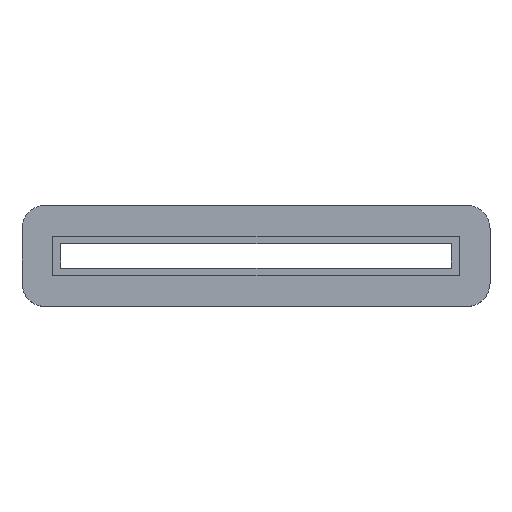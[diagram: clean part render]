
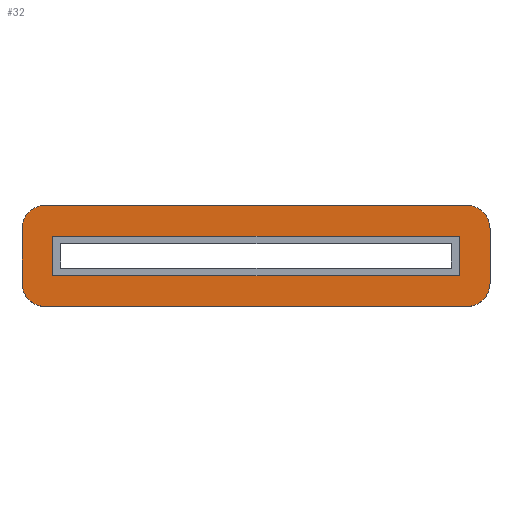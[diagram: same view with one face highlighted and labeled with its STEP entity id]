
A CAD part, top view. The second image highlights one B-rep face of the part: STEP entity #32.
In plain terms, the highlighted planar face has unit normal (0, 0, 1).
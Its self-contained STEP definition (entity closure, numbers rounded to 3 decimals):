
#32=ADVANCED_FACE('',(#100,#66),#330,.T.);
#66=FACE_OUTER_BOUND('',#108,.F.);
#100=FACE_BOUND('',#107,.F.);
#107=EDGE_LOOP('',(#161,#162,#163,#164));
#108=EDGE_LOOP('',(#165,#166,#167,#168,#169,#170,#171,#172));
#161=ORIENTED_EDGE('',*,*,#411,.T.);
#162=ORIENTED_EDGE('',*,*,#414,.T.);
#163=ORIENTED_EDGE('',*,*,#413,.T.);
#164=ORIENTED_EDGE('',*,*,#412,.T.);
#165=ORIENTED_EDGE('',*,*,#419,.F.);
#166=ORIENTED_EDGE('',*,*,#405,.F.);
#167=ORIENTED_EDGE('',*,*,#420,.F.);
#168=ORIENTED_EDGE('',*,*,#395,.F.);
#169=ORIENTED_EDGE('',*,*,#421,.F.);
#170=ORIENTED_EDGE('',*,*,#387,.F.);
#171=ORIENTED_EDGE('',*,*,#422,.F.);
#172=ORIENTED_EDGE('',*,*,#399,.F.);
#330=PLANE('',#729);
#359=CIRCLE('',#704,3.);
#365=CIRCLE('',#710,3.);
#367=CIRCLE('',#712,3.);
#371=CIRCLE('',#716,3.);
#387=EDGE_CURVE('',#666,#665,#359,.T.);
#395=EDGE_CURVE('',#654,#653,#365,.T.);
#399=EDGE_CURVE('',#650,#649,#367,.T.);
#405=EDGE_CURVE('',#642,#641,#371,.T.);
#411=EDGE_CURVE('',#634,#633,#487,.T.);
#412=EDGE_CURVE('',#632,#634,#488,.T.);
#413=EDGE_CURVE('',#631,#632,#489,.T.);
#414=EDGE_CURVE('',#633,#631,#490,.T.);
#419=EDGE_CURVE('',#641,#650,#495,.T.);
#420=EDGE_CURVE('',#653,#642,#496,.T.);
#421=EDGE_CURVE('',#665,#654,#497,.T.);
#422=EDGE_CURVE('',#649,#666,#498,.T.);
#487=LINE('',#1050,#555);
#488=LINE('',#1051,#556);
#489=LINE('',#1052,#557);
#490=LINE('',#1053,#558);
#495=LINE('',#1058,#563);
#496=LINE('',#1059,#564);
#497=LINE('',#1060,#565);
#498=LINE('',#1061,#566);
#555=VECTOR('',#812,5.1);
#556=VECTOR('',#813,52.1);
#557=VECTOR('',#814,5.1);
#558=VECTOR('',#815,52.1);
#563=VECTOR('',#820,7.);
#564=VECTOR('',#821,54.);
#565=VECTOR('',#822,7.);
#566=VECTOR('',#823,54.);
#631=VERTEX_POINT('',#978);
#632=VERTEX_POINT('',#979);
#633=VERTEX_POINT('',#980);
#634=VERTEX_POINT('',#981);
#641=VERTEX_POINT('',#988);
#642=VERTEX_POINT('',#989);
#649=VERTEX_POINT('',#996);
#650=VERTEX_POINT('',#997);
#653=VERTEX_POINT('',#1000);
#654=VERTEX_POINT('',#1001);
#665=VERTEX_POINT('',#1012);
#666=VERTEX_POINT('',#1013);
#704=AXIS2_PLACEMENT_3D('',#1026,#772,#773);
#710=AXIS2_PLACEMENT_3D('',#1034,#786,#787);
#712=AXIS2_PLACEMENT_3D('',#1038,#792,#793);
#716=AXIS2_PLACEMENT_3D('',#1044,#802,#803);
#729=AXIS2_PLACEMENT_3D('',#1115,#886,#887);
#772=DIRECTION('',(0.,0.,1.));
#773=DIRECTION('',(0.,-1.,0.));
#786=DIRECTION('',(0.,0.,1.));
#787=DIRECTION('',(1.,0.,0.));
#792=DIRECTION('',(0.,0.,1.));
#793=DIRECTION('',(-1.,0.,0.));
#802=DIRECTION('',(0.,0.,1.));
#803=DIRECTION('',(0.,1.,0.));
#812=DIRECTION('',(0.,-1.,0.));
#813=DIRECTION('',(-1.,0.,0.));
#814=DIRECTION('',(0.,1.,0.));
#815=DIRECTION('',(1.,0.,0.));
#820=DIRECTION('',(0.,-1.,0.));
#821=DIRECTION('',(-1.,0.,0.));
#822=DIRECTION('',(0.,1.,0.));
#823=DIRECTION('',(1.,0.,0.));
#886=DIRECTION('',(0.,0.,1.));
#887=DIRECTION('',(1.,0.,0.));
#978=CARTESIAN_POINT('',(0.,0.,5.98));
#979=CARTESIAN_POINT('',(0.,5.1,5.98));
#980=CARTESIAN_POINT('',(-52.1,0.,5.98));
#981=CARTESIAN_POINT('',(-52.1,5.1,5.98));
#988=CARTESIAN_POINT('',(-56.05,6.05,5.98));
#989=CARTESIAN_POINT('',(-53.05,9.05,5.98));
#996=CARTESIAN_POINT('',(-53.05,-3.95,5.98));
#997=CARTESIAN_POINT('',(-56.05,-0.95,5.98));
#1000=CARTESIAN_POINT('',(0.95,9.05,5.98));
#1001=CARTESIAN_POINT('',(3.95,6.05,5.98));
#1012=CARTESIAN_POINT('',(3.95,-0.95,
5.98));
#1013=CARTESIAN_POINT('',(0.95,-3.95,5.98));
#1026=CARTESIAN_POINT('',(0.95,-0.95,5.98));
#1034=CARTESIAN_POINT('',(0.95,6.05,5.98));
#1038=CARTESIAN_POINT('',(-53.05,-0.95,5.98));
#1044=CARTESIAN_POINT('',(-53.05,6.05,5.98));
#1050=CARTESIAN_POINT('',(-52.1,5.1,5.98));
#1051=CARTESIAN_POINT('',(0.,5.1,5.98));
#1052=CARTESIAN_POINT('',(0.,0.,5.98));
#1053=CARTESIAN_POINT('',(-52.1,0.,5.98));
#1058=CARTESIAN_POINT('',(-56.05,6.05,5.98));
#1059=CARTESIAN_POINT('',(0.95,9.05,5.98));
#1060=CARTESIAN_POINT('',(3.95,-0.95,5.98));
#1061=CARTESIAN_POINT('',(-53.05,-3.95,5.98));
#1115=CARTESIAN_POINT('',(-56.65,-4.55,5.98));
